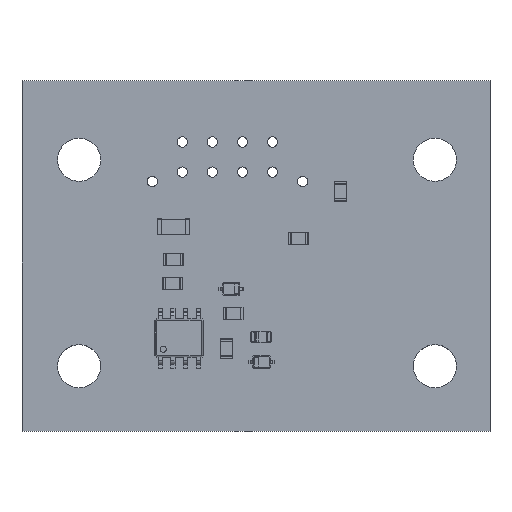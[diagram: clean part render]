
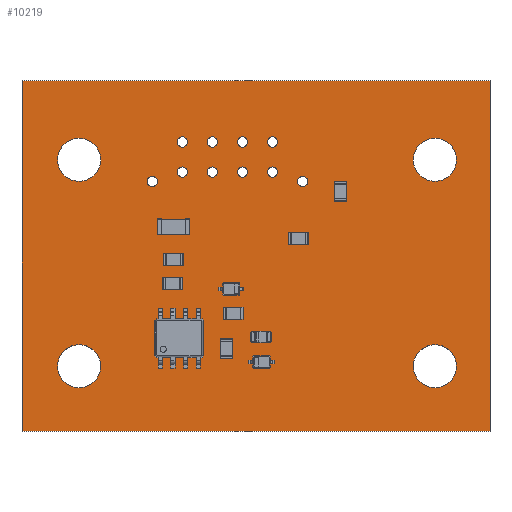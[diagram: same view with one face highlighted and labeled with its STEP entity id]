
A CAD part, top view. The second image highlights one B-rep face of the part: STEP entity #10219.
In plain terms, the highlighted planar face has unit normal (0, 0, 1).
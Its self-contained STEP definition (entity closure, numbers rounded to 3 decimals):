
#9953 = VERTEX_POINT('',#9954);
#9954 = CARTESIAN_POINT('',(142.3,-150.1,1.6));
#9960 = EDGE_CURVE('',#9953,#9961,#9963,.T.);
#9961 = VERTEX_POINT('',#9962);
#9962 = CARTESIAN_POINT('',(95.6,-150.1,1.6));
#9963 = LINE('',#9964,#9965);
#9964 = CARTESIAN_POINT('',(142.3,-150.1,1.6));
#9965 = VECTOR('',#9966,1.);
#9966 = DIRECTION('',(-1.,0.,0.));
#9993 = VERTEX_POINT('',#9994);
#9994 = CARTESIAN_POINT('',(142.3,-115.1,1.6));
#10000 = EDGE_CURVE('',#9993,#9953,#10001,.T.);
#10001 = LINE('',#10002,#10003);
#10002 = CARTESIAN_POINT('',(142.3,-115.1,1.6));
#10003 = VECTOR('',#10004,1.);
#10004 = DIRECTION('',(0.,-1.,0.));
#10022 = EDGE_CURVE('',#9961,#10023,#10025,.T.);
#10023 = VERTEX_POINT('',#10024);
#10024 = CARTESIAN_POINT('',(95.6,-115.1,1.6));
#10025 = LINE('',#10026,#10027);
#10026 = CARTESIAN_POINT('',(95.6,-150.1,1.6));
#10027 = VECTOR('',#10028,1.);
#10028 = DIRECTION('',(0.,1.,0.));
#10219 = ADVANCED_FACE('',(#10220,#10231,#10242,#10253,#10264,#10275,
    #10286,#10297,#10308,#10319,#10330,#10341,#10352,#10363,#10374),
  #10385,.F.);
#10220 = FACE_BOUND('',#10221,.F.);
#10221 = EDGE_LOOP('',(#10222,#10223,#10224,#10230));
#10222 = ORIENTED_EDGE('',*,*,#9960,.T.);
#10223 = ORIENTED_EDGE('',*,*,#10022,.T.);
#10224 = ORIENTED_EDGE('',*,*,#10225,.T.);
#10225 = EDGE_CURVE('',#10023,#9993,#10226,.T.);
#10226 = LINE('',#10227,#10228);
#10227 = CARTESIAN_POINT('',(95.6,-115.1,1.6));
#10228 = VECTOR('',#10229,1.);
#10229 = DIRECTION('',(1.,0.,0.));
#10230 = ORIENTED_EDGE('',*,*,#10000,.T.);
#10231 = FACE_BOUND('',#10232,.F.);
#10232 = EDGE_LOOP('',(#10233));
#10233 = ORIENTED_EDGE('',*,*,#10234,.F.);
#10234 = EDGE_CURVE('',#10235,#10235,#10237,.T.);
#10235 = VERTEX_POINT('',#10236);
#10236 = CARTESIAN_POINT('',(136.8,-145.75,1.6));
#10237 = CIRCLE('',#10238,2.15);
#10238 = AXIS2_PLACEMENT_3D('',#10239,#10240,#10241);
#10239 = CARTESIAN_POINT('',(136.8,-143.6,1.6));
#10240 = DIRECTION('',(-0.,0.,-1.));
#10241 = DIRECTION('',(-0.,-1.,0.));
#10242 = FACE_BOUND('',#10243,.F.);
#10243 = EDGE_LOOP('',(#10244));
#10244 = ORIENTED_EDGE('',*,*,#10245,.F.);
#10245 = EDGE_CURVE('',#10246,#10246,#10248,.T.);
#10246 = VERTEX_POINT('',#10247);
#10247 = CARTESIAN_POINT('',(101.3,-145.75,1.6));
#10248 = CIRCLE('',#10249,2.15);
#10249 = AXIS2_PLACEMENT_3D('',#10250,#10251,#10252);
#10250 = CARTESIAN_POINT('',(101.3,-143.6,1.6));
#10251 = DIRECTION('',(-0.,0.,-1.));
#10252 = DIRECTION('',(0.,-1.,0.));
#10253 = FACE_BOUND('',#10254,.F.);
#10254 = EDGE_LOOP('',(#10255));
#10255 = ORIENTED_EDGE('',*,*,#10256,.F.);
#10256 = EDGE_CURVE('',#10257,#10257,#10259,.T.);
#10257 = VERTEX_POINT('',#10258);
#10258 = CARTESIAN_POINT('',(136.8,-125.15,1.6));
#10259 = CIRCLE('',#10260,2.15);
#10260 = AXIS2_PLACEMENT_3D('',#10261,#10262,#10263);
#10261 = CARTESIAN_POINT('',(136.8,-123.,1.6));
#10262 = DIRECTION('',(-0.,0.,-1.));
#10263 = DIRECTION('',(-0.,-1.,0.));
#10264 = FACE_BOUND('',#10265,.F.);
#10265 = EDGE_LOOP('',(#10266));
#10266 = ORIENTED_EDGE('',*,*,#10267,.F.);
#10267 = EDGE_CURVE('',#10268,#10268,#10270,.T.);
#10268 = VERTEX_POINT('',#10269);
#10269 = CARTESIAN_POINT('',(123.6,-125.675,1.6));
#10270 = CIRCLE('',#10271,0.51);
#10271 = AXIS2_PLACEMENT_3D('',#10272,#10273,#10274);
#10272 = CARTESIAN_POINT('',(123.6,-125.165,1.6));
#10273 = DIRECTION('',(-0.,0.,-1.));
#10274 = DIRECTION('',(-0.,-1.,0.));
#10275 = FACE_BOUND('',#10276,.F.);
#10276 = EDGE_LOOP('',(#10277));
#10277 = ORIENTED_EDGE('',*,*,#10278,.F.);
#10278 = EDGE_CURVE('',#10279,#10279,#10281,.T.);
#10279 = VERTEX_POINT('',#10280);
#10280 = CARTESIAN_POINT('',(120.6,-124.735,1.6));
#10281 = CIRCLE('',#10282,0.51);
#10282 = AXIS2_PLACEMENT_3D('',#10283,#10284,#10285);
#10283 = CARTESIAN_POINT('',(120.6,-124.225,1.6));
#10284 = DIRECTION('',(-0.,0.,-1.));
#10285 = DIRECTION('',(-0.,-1.,0.));
#10286 = FACE_BOUND('',#10287,.F.);
#10287 = EDGE_LOOP('',(#10288));
#10288 = ORIENTED_EDGE('',*,*,#10289,.F.);
#10289 = EDGE_CURVE('',#10290,#10290,#10292,.T.);
#10290 = VERTEX_POINT('',#10291);
#10291 = CARTESIAN_POINT('',(120.6,-121.735,1.6));
#10292 = CIRCLE('',#10293,0.51);
#10293 = AXIS2_PLACEMENT_3D('',#10294,#10295,#10296);
#10294 = CARTESIAN_POINT('',(120.6,-121.225,1.6));
#10295 = DIRECTION('',(-0.,0.,-1.));
#10296 = DIRECTION('',(-0.,-1.,0.));
#10297 = FACE_BOUND('',#10298,.F.);
#10298 = EDGE_LOOP('',(#10299));
#10299 = ORIENTED_EDGE('',*,*,#10300,.F.);
#10300 = EDGE_CURVE('',#10301,#10301,#10303,.T.);
#10301 = VERTEX_POINT('',#10302);
#10302 = CARTESIAN_POINT('',(117.6,-124.735,1.6));
#10303 = CIRCLE('',#10304,0.51);
#10304 = AXIS2_PLACEMENT_3D('',#10305,#10306,#10307);
#10305 = CARTESIAN_POINT('',(117.6,-124.225,1.6));
#10306 = DIRECTION('',(-0.,0.,-1.));
#10307 = DIRECTION('',(-0.,-1.,0.));
#10308 = FACE_BOUND('',#10309,.F.);
#10309 = EDGE_LOOP('',(#10310));
#10310 = ORIENTED_EDGE('',*,*,#10311,.F.);
#10311 = EDGE_CURVE('',#10312,#10312,#10314,.T.);
#10312 = VERTEX_POINT('',#10313);
#10313 = CARTESIAN_POINT('',(114.6,-124.735,1.6));
#10314 = CIRCLE('',#10315,0.51);
#10315 = AXIS2_PLACEMENT_3D('',#10316,#10317,#10318);
#10316 = CARTESIAN_POINT('',(114.6,-124.225,1.6));
#10317 = DIRECTION('',(-0.,0.,-1.));
#10318 = DIRECTION('',(-0.,-1.,0.));
#10319 = FACE_BOUND('',#10320,.F.);
#10320 = EDGE_LOOP('',(#10321));
#10321 = ORIENTED_EDGE('',*,*,#10322,.F.);
#10322 = EDGE_CURVE('',#10323,#10323,#10325,.T.);
#10323 = VERTEX_POINT('',#10324);
#10324 = CARTESIAN_POINT('',(111.6,-124.735,1.6));
#10325 = CIRCLE('',#10326,0.51);
#10326 = AXIS2_PLACEMENT_3D('',#10327,#10328,#10329);
#10327 = CARTESIAN_POINT('',(111.6,-124.225,1.6));
#10328 = DIRECTION('',(-0.,0.,-1.));
#10329 = DIRECTION('',(-0.,-1.,0.));
#10330 = FACE_BOUND('',#10331,.F.);
#10331 = EDGE_LOOP('',(#10332));
#10332 = ORIENTED_EDGE('',*,*,#10333,.F.);
#10333 = EDGE_CURVE('',#10334,#10334,#10336,.T.);
#10334 = VERTEX_POINT('',#10335);
#10335 = CARTESIAN_POINT('',(117.6,-121.735,1.6));
#10336 = CIRCLE('',#10337,0.51);
#10337 = AXIS2_PLACEMENT_3D('',#10338,#10339,#10340);
#10338 = CARTESIAN_POINT('',(117.6,-121.225,1.6));
#10339 = DIRECTION('',(-0.,0.,-1.));
#10340 = DIRECTION('',(-0.,-1.,0.));
#10341 = FACE_BOUND('',#10342,.F.);
#10342 = EDGE_LOOP('',(#10343));
#10343 = ORIENTED_EDGE('',*,*,#10344,.F.);
#10344 = EDGE_CURVE('',#10345,#10345,#10347,.T.);
#10345 = VERTEX_POINT('',#10346);
#10346 = CARTESIAN_POINT('',(114.6,-121.735,1.6));
#10347 = CIRCLE('',#10348,0.51);
#10348 = AXIS2_PLACEMENT_3D('',#10349,#10350,#10351);
#10349 = CARTESIAN_POINT('',(114.6,-121.225,1.6));
#10350 = DIRECTION('',(-0.,0.,-1.));
#10351 = DIRECTION('',(-0.,-1.,0.));
#10352 = FACE_BOUND('',#10353,.F.);
#10353 = EDGE_LOOP('',(#10354));
#10354 = ORIENTED_EDGE('',*,*,#10355,.F.);
#10355 = EDGE_CURVE('',#10356,#10356,#10358,.T.);
#10356 = VERTEX_POINT('',#10357);
#10357 = CARTESIAN_POINT('',(111.6,-121.735,1.6));
#10358 = CIRCLE('',#10359,0.51);
#10359 = AXIS2_PLACEMENT_3D('',#10360,#10361,#10362);
#10360 = CARTESIAN_POINT('',(111.6,-121.225,1.6));
#10361 = DIRECTION('',(-0.,0.,-1.));
#10362 = DIRECTION('',(-0.,-1.,0.));
#10363 = FACE_BOUND('',#10364,.F.);
#10364 = EDGE_LOOP('',(#10365));
#10365 = ORIENTED_EDGE('',*,*,#10366,.F.);
#10366 = EDGE_CURVE('',#10367,#10367,#10369,.T.);
#10367 = VERTEX_POINT('',#10368);
#10368 = CARTESIAN_POINT('',(108.6,-125.675,1.6));
#10369 = CIRCLE('',#10370,0.51);
#10370 = AXIS2_PLACEMENT_3D('',#10371,#10372,#10373);
#10371 = CARTESIAN_POINT('',(108.6,-125.165,1.6));
#10372 = DIRECTION('',(-0.,0.,-1.));
#10373 = DIRECTION('',(-0.,-1.,0.));
#10374 = FACE_BOUND('',#10375,.F.);
#10375 = EDGE_LOOP('',(#10376));
#10376 = ORIENTED_EDGE('',*,*,#10377,.F.);
#10377 = EDGE_CURVE('',#10378,#10378,#10380,.T.);
#10378 = VERTEX_POINT('',#10379);
#10379 = CARTESIAN_POINT('',(101.3,-125.15,1.6));
#10380 = CIRCLE('',#10381,2.15);
#10381 = AXIS2_PLACEMENT_3D('',#10382,#10383,#10384);
#10382 = CARTESIAN_POINT('',(101.3,-123.,1.6));
#10383 = DIRECTION('',(-0.,0.,-1.));
#10384 = DIRECTION('',(0.,-1.,0.));
#10385 = PLANE('',#10386);
#10386 = AXIS2_PLACEMENT_3D('',#10387,#10388,#10389);
#10387 = CARTESIAN_POINT('',(118.95,-132.6,1.6));
#10388 = DIRECTION('',(-0.,-0.,-1.));
#10389 = DIRECTION('',(-1.,0.,0.));
